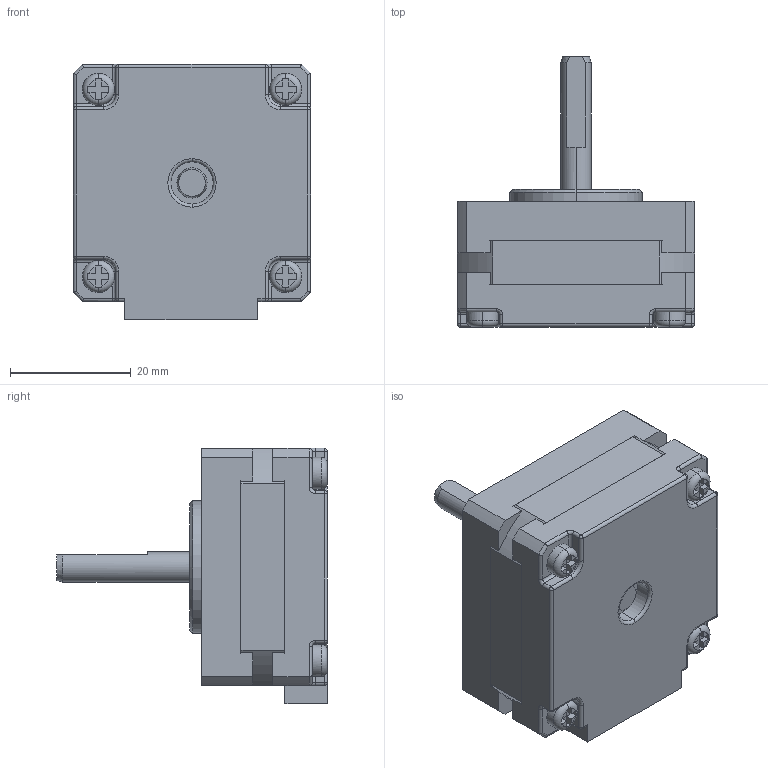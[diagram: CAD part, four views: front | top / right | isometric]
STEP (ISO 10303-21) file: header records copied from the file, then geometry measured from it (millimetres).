
FILE_DESCRIPTION (( 'STEP AP214' ), '1' );
FILE_NAME ('MS16HS7P.STEP', '2016-06-21T03:08:14', ( '' ), ( '' ), 'SwSTEP 2.0', 'SolidWorks 2012', '' );
FILE_SCHEMA (( 'AUTOMOTIVE_DESIGN' ));
Length unit declared in the file: millimetre
Products named in the file (1): MS16HS7P
Bounding box: 39.3 x 44.8 x 42.3 mm (x, y, z)
Volume: 32861.3 mm3; surface area: 8787.8 mm2
Topology: 3 solids, 3 shells, 388 faces, 980 edges, 619 vertices
Faces by surface type: plane 207, cylinder 129, torus 30, cone 14, sphere 8
Entity records: 15686 total; most frequent: CARTESIAN_POINT 2394, DIRECTION 2000, ORIENTED_EDGE 1944, EDGE_CURVE 972, AXIS2_PLACEMENT_3D 725, VERTEX_POINT 619, LINE 550, VECTOR 550
